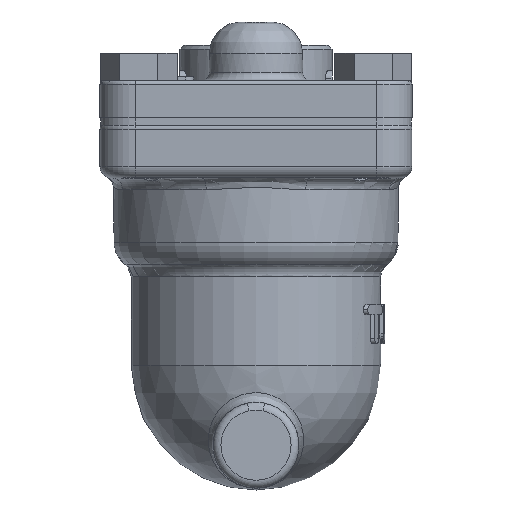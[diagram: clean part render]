
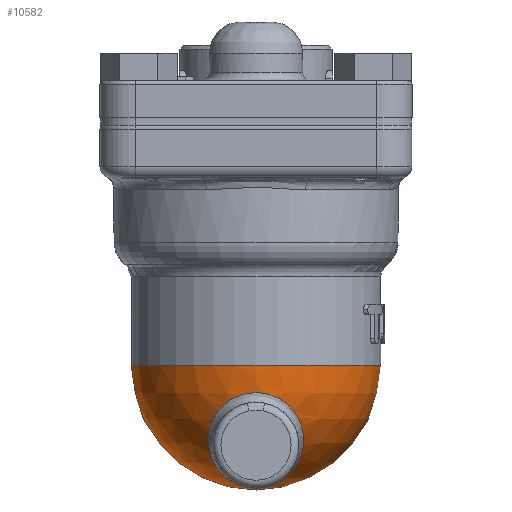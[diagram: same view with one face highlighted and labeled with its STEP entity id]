
A CAD part, left-side view. The second image highlights one B-rep face of the part: STEP entity #10582.
In plain terms, the highlighted spherical face has radius 32 mm.
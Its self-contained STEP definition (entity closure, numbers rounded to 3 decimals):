
#19=SPHERICAL_SURFACE('',#11655,32.);
#292=B_SPLINE_CURVE_WITH_KNOTS('',3,(#19924,#19925,#19926,#19927,#19928,
#19929,#19930,#19931,#19932),.UNSPECIFIED.,.F.,.F.,(4,1,1,1,1,1,4),(-8.475,
-8.172,-7.87,-7.264,-6.861,
-6.457,-6.381),.UNSPECIFIED.);
#293=B_SPLINE_CURVE_WITH_KNOTS('',3,(#19934,#19935,#19936,#19937,#19938,
#19939,#19940,#19941,#19942,#19943,#19944,#19945,#19946),.UNSPECIFIED.,
 .F.,.F.,(4,1,1,1,1,1,1,1,1,1,4),(-6.381,-6.053,-5.65,
-5.246,-4.843,-4.036,-3.632,
-2.825,-2.421,-2.22,-2.144),
 .UNSPECIFIED.);
#294=B_SPLINE_CURVE_WITH_KNOTS('',3,(#19947,#19948,#19949,#19950,#19951,
#19952,#19953,#19954,#19955,#19956),.UNSPECIFIED.,.F.,.F.,(4,1,1,1,1,1,
1,4),(-2.144,-2.119,-2.018,-1.816,
-1.614,-1.211,-0.605,0.),
 .UNSPECIFIED.);
#1456=FACE_OUTER_BOUND('',#2149,.T.);
#2149=EDGE_LOOP('',(#8471,#8472,#8473,#8474,#8475,#8476,#8477,#8478,#8479,
#8480,#8481,#8482));
#3957=CIRCLE('',#11609,27.713);
#3960=CIRCLE('',#11613,16.);
#3962=CIRCLE('',#11616,27.713);
#3985=CIRCLE('',#11656,32.);
#3986=CIRCLE('',#11657,32.);
#3987=CIRCLE('',#11658,32.);
#3988=CIRCLE('',#11659,32.);
#4827=VERTEX_POINT('',#18981);
#4828=VERTEX_POINT('',#18986);
#4829=VERTEX_POINT('',#18991);
#4831=VERTEX_POINT('',#18996);
#4854=VERTEX_POINT('',#19921);
#4855=VERTEX_POINT('',#19923);
#4856=VERTEX_POINT('',#19933);
#4857=VERTEX_POINT('',#19978);
#4858=VERTEX_POINT('',#19981);
#6094=EDGE_CURVE('',#4828,#4827,#3957,.T.);
#6097=EDGE_CURVE('',#4829,#4828,#3960,.T.);
#6099=EDGE_CURVE('',#4831,#4829,#3962,.T.);
#6156=EDGE_CURVE('',#4854,#4855,#292,.T.);
#6157=EDGE_CURVE('',#4855,#4856,#293,.T.);
#6158=EDGE_CURVE('',#4856,#4854,#294,.T.);
#6160=EDGE_CURVE('',#4831,#4857,#3985,.T.);
#6161=EDGE_CURVE('',#4857,#4855,#3986,.T.);
#6162=EDGE_CURVE('',#4856,#4858,#3987,.T.);
#6163=EDGE_CURVE('',#4857,#4827,#3988,.T.);
#8471=ORIENTED_EDGE('',*,*,#6099,.F.);
#8472=ORIENTED_EDGE('',*,*,#6160,.T.);
#8473=ORIENTED_EDGE('',*,*,#6161,.T.);
#8474=ORIENTED_EDGE('',*,*,#6156,.F.);
#8475=ORIENTED_EDGE('',*,*,#6158,.F.);
#8476=ORIENTED_EDGE('',*,*,#6162,.T.);
#8477=ORIENTED_EDGE('',*,*,#6162,.F.);
#8478=ORIENTED_EDGE('',*,*,#6157,.F.);
#8479=ORIENTED_EDGE('',*,*,#6161,.F.);
#8480=ORIENTED_EDGE('',*,*,#6163,.T.);
#8481=ORIENTED_EDGE('',*,*,#6094,.F.);
#8482=ORIENTED_EDGE('',*,*,#6097,.F.);
#10582=ADVANCED_FACE('',(#1456),#19,.T.);
#11609=AXIS2_PLACEMENT_3D('',#18988,#13864,#13865);
#11613=AXIS2_PLACEMENT_3D('',#18993,#13872,#13873);
#11616=AXIS2_PLACEMENT_3D('',#18998,#13878,#13879);
#11655=AXIS2_PLACEMENT_3D('',#19977,#13967,#13968);
#11656=AXIS2_PLACEMENT_3D('',#19979,#13969,#13970);
#11657=AXIS2_PLACEMENT_3D('',#19980,#13971,#13972);
#11658=AXIS2_PLACEMENT_3D('',#19982,#13973,#13974);
#11659=AXIS2_PLACEMENT_3D('',#19983,#13975,#13976);
#13864=DIRECTION('center_axis',(0.,-1.,0.));
#13865=DIRECTION('ref_axis',(0.991,0.,-0.131));
#13872=DIRECTION('center_axis',(0.966,0.,
-0.259));
#13873=DIRECTION('ref_axis',(-0.259,0.,-0.966));
#13878=DIRECTION('center_axis',(0.,1.,0.));
#13879=DIRECTION('ref_axis',(0.991,0.,-0.131));
#13967=DIRECTION('center_axis',(0.,0.,1.));
#13968=DIRECTION('ref_axis',(1.,0.,0.));
#13969=DIRECTION('center_axis',(0.,0.,
-1.));
#13970=DIRECTION('ref_axis',(1.,0.,0.));
#13971=DIRECTION('center_axis',(0.,-1.,0.));
#13972=DIRECTION('ref_axis',(-1.,0.,0.));
#13973=DIRECTION('center_axis',(0.,-1.,0.));
#13974=DIRECTION('ref_axis',(-1.,0.,0.));
#13975=DIRECTION('center_axis',(0.,0.,
-1.));
#13976=DIRECTION('ref_axis',(1.,0.,0.));
#18981=CARTESIAN_POINT('',(-55.983,-2.052,-28.));
#18986=CARTESIAN_POINT('',(-56.928,-2.052,-35.173));
#18988=CARTESIAN_POINT('Origin',(-83.696,-2.052,-28.));
#18991=CARTESIAN_POINT('',(-56.928,-34.052,-35.173));
#18993=CARTESIAN_POINT('Origin',(-56.928,-18.052,-35.173));
#18996=CARTESIAN_POINT('',(-55.983,-34.052,-28.));
#18998=CARTESIAN_POINT('Origin',(-83.696,-34.052,-28.));
#19921=CARTESIAN_POINT('',(-104.861,-30.206,-48.696));
#19923=CARTESIAN_POINT('',(-114.908,-18.052,-35.059));
#19924=CARTESIAN_POINT('Ctrl Pts',(-104.861,-30.206,
-48.696));
#19925=CARTESIAN_POINT('Ctrl Pts',(-105.62,-30.303,
-47.863));
#19926=CARTESIAN_POINT('Ctrl Pts',(-107.105,-30.326,
-46.144));
#19927=CARTESIAN_POINT('Ctrl Pts',(-109.879,-29.618,
-42.622));
#19928=CARTESIAN_POINT('Ctrl Pts',(-112.471,-27.454,-38.898));
#19929=CARTESIAN_POINT('Ctrl Pts',(-114.346,-23.351,-35.97));
#19930=CARTESIAN_POINT('Ctrl Pts',(-114.87,-20.127,
-35.119));
#19931=CARTESIAN_POINT('Ctrl Pts',(-114.908,-18.336,
-35.059));
#19932=CARTESIAN_POINT('Ctrl Pts',(-114.908,-18.052,-35.059));
#19933=CARTESIAN_POINT('',(-89.164,-18.052,-59.529));
#19934=CARTESIAN_POINT('Ctrl Pts',(-114.908,-18.052,-35.059));
#19935=CARTESIAN_POINT('Ctrl Pts',(-114.907,-16.827,
-35.061));
#19936=CARTESIAN_POINT('Ctrl Pts',(-114.652,-14.091,
-35.475));
#19937=CARTESIAN_POINT('Ctrl Pts',(-113.43,-10.424,
-37.419));
#19938=CARTESIAN_POINT('Ctrl Pts',(-111.402,-7.652,
-40.457));
#19939=CARTESIAN_POINT('Ctrl Pts',(-108.033,-5.581,
-45.103));
#19940=CARTESIAN_POINT('Ctrl Pts',(-104.019,-5.734,
-49.806));
#19941=CARTESIAN_POINT('Ctrl Pts',(-98.678,-7.922,
-54.7));
#19942=CARTESIAN_POINT('Ctrl Pts',(-94.237,-10.949,
-57.642));
#19943=CARTESIAN_POINT('Ctrl Pts',(-90.577,-14.507,
-59.114));
#19944=CARTESIAN_POINT('Ctrl Pts',(-89.297,-16.727,-59.492));
#19945=CARTESIAN_POINT('Ctrl Pts',(-89.166,-17.769,
-59.529));
#19946=CARTESIAN_POINT('Ctrl Pts',(-89.165,-18.052,
-59.529));
#19947=CARTESIAN_POINT('Ctrl Pts',(-89.165,-18.052,
-59.529));
#19948=CARTESIAN_POINT('Ctrl Pts',(-89.165,-18.147,
-59.529));
#19949=CARTESIAN_POINT('Ctrl Pts',(-89.182,-18.619,
-59.524));
#19950=CARTESIAN_POINT('Ctrl Pts',(-89.492,-19.817,
-59.437));
#19951=CARTESIAN_POINT('Ctrl Pts',(-90.53,-21.386,
-59.111));
#19952=CARTESIAN_POINT('Ctrl Pts',(-92.515,-23.518,
-58.337));
#19953=CARTESIAN_POINT('Ctrl Pts',(-95.781,-26.23,
-56.671));
#19954=CARTESIAN_POINT('Ctrl Pts',(-100.161,-28.958,
-53.483));
#19955=CARTESIAN_POINT('Ctrl Pts',(-103.342,-30.014,
-50.362));
#19956=CARTESIAN_POINT('Ctrl Pts',(-104.861,-30.206,
-48.696));
#19977=CARTESIAN_POINT('Origin',(-83.696,-18.052,-28.));
#19978=CARTESIAN_POINT('',(-115.696,-18.052,-28.));
#19979=CARTESIAN_POINT('Origin',(-83.696,-18.052,-28.));
#19980=CARTESIAN_POINT('Origin',(-83.696,-18.052,-28.));
#19981=CARTESIAN_POINT('',(-83.696,-18.052,-60.));
#19982=CARTESIAN_POINT('Origin',(-83.696,-18.052,-28.));
#19983=CARTESIAN_POINT('Origin',(-83.696,-18.052,-28.));
